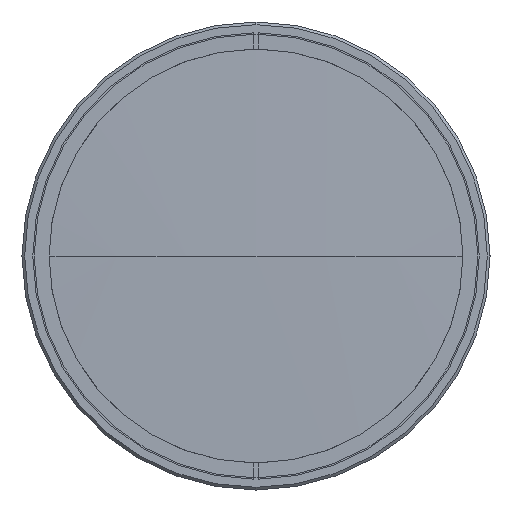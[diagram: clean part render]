
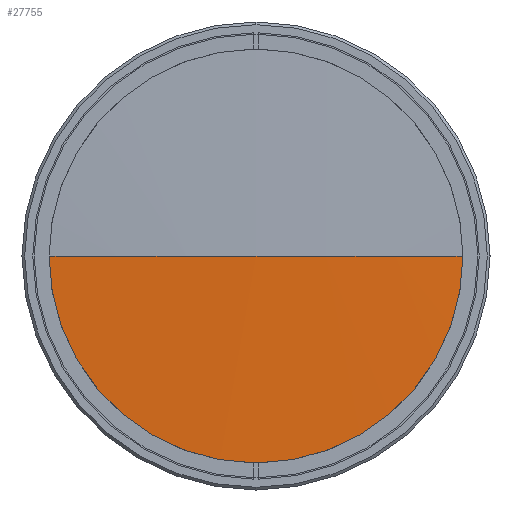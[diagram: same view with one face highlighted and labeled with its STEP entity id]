
A CAD part, left-side view. The second image highlights one B-rep face of the part: STEP entity #27755.
In plain terms, the highlighted spherical face has radius 2148.64 mm.
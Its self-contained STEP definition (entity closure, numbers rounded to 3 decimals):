
#3481 = CIRCLE ( 'NONE', #71552, 2148.64 ) ;
#4025 = AXIS2_PLACEMENT_3D ( 'NONE', #48554, #54301, #43199 ) ;
#6942 = CARTESIAN_POINT ( 'NONE',  ( 2148.64, 0., 0. ) ) ;
#7608 = VERTEX_POINT ( 'NONE', #27478 ) ;
#10582 = CARTESIAN_POINT ( 'NONE',  ( 2148.64, 0., 0. ) ) ;
#11994 = CARTESIAN_POINT ( 'NONE',  ( 1.39, 77.288, 0. ) ) ;
#13222 = CARTESIAN_POINT ( 'NONE',  ( 2148.64, 0., 0. ) ) ;
#23300 = DIRECTION ( 'NONE',  ( 0., 1., 0. ) ) ;
#24359 = CIRCLE ( 'NONE', #34831, 77.288 ) ;
#25930 = DIRECTION ( 'NONE',  ( 0., 0., 1. ) ) ;
#26293 = ORIENTED_EDGE ( 'NONE', *, *, #79592, .T. ) ;
#27478 = CARTESIAN_POINT ( 'NONE',  ( 0., 0., 0. ) ) ;
#27555 = VERTEX_POINT ( 'NONE', #11994 ) ;
#27755 = ADVANCED_FACE ( 'NONE', ( #39421 ), #58694, .T. ) ;
#27992 = ORIENTED_EDGE ( 'NONE', *, *, #80338, .T. ) ;
#32802 = VERTEX_POINT ( 'NONE', #63996 ) ;
#33134 = DIRECTION ( 'NONE',  ( 0., 0., -1. ) ) ;
#34831 = AXIS2_PLACEMENT_3D ( 'NONE', #37958, #35227, #42601 ) ;
#35227 = DIRECTION ( 'NONE',  ( -1., 0., 0. ) ) ;
#36459 = EDGE_LOOP ( 'NONE', ( #26293, #61823, #27992, #77461 ) ) ;
#37045 = AXIS2_PLACEMENT_3D ( 'NONE', #13222, #25930, #74761 ) ;
#37958 = CARTESIAN_POINT ( 'NONE',  ( 1.39, 0., 0. ) ) ;
#39421 = FACE_OUTER_BOUND ( 'NONE', #36459, .T. ) ;
#42601 = DIRECTION ( 'NONE',  ( 0., 0., 1. ) ) ;
#43199 = DIRECTION ( 'NONE',  ( 0., 0., 1. ) ) ;
#45463 = DIRECTION ( 'NONE',  ( 0., 1., 0. ) ) ;
#48554 = CARTESIAN_POINT ( 'NONE',  ( 1.39, 0., 0. ) ) ;
#49385 = CARTESIAN_POINT ( 'NONE',  ( 1.39, -77.288, 0. ) ) ;
#51039 = AXIS2_PLACEMENT_3D ( 'NONE', #10582, #79483, #23300 ) ;
#54301 = DIRECTION ( 'NONE',  ( -1., 0., 0. ) ) ;
#55741 = VERTEX_POINT ( 'NONE', #49385 ) ;
#58694 = SPHERICAL_SURFACE ( 'NONE', #51039, 2148.64 ) ;
#61823 = ORIENTED_EDGE ( 'NONE', *, *, #64706, .T. ) ;
#63996 = CARTESIAN_POINT ( 'NONE',  ( 1.39, 0., -77.288 ) ) ;
#64706 = EDGE_CURVE ( 'NONE', #32802, #55741, #78632, .T. ) ;
#71552 = AXIS2_PLACEMENT_3D ( 'NONE', #6942, #33134, #45463 ) ;
#73778 = CIRCLE ( 'NONE', #37045, 2148.64 ) ;
#73960 = EDGE_CURVE ( 'NONE', #27555, #7608, #73778, .T. ) ;
#74761 = DIRECTION ( 'NONE',  ( 1., 0., 0. ) ) ;
#77461 = ORIENTED_EDGE ( 'NONE', *, *, #73960, .F. ) ;
#78632 = CIRCLE ( 'NONE', #4025, 77.288 ) ;
#79483 = DIRECTION ( 'NONE',  ( 0., 0., -1. ) ) ;
#79592 = EDGE_CURVE ( 'NONE', #27555, #32802, #24359, .T. ) ;
#80338 = EDGE_CURVE ( 'NONE', #55741, #7608, #3481, .T. ) ;
